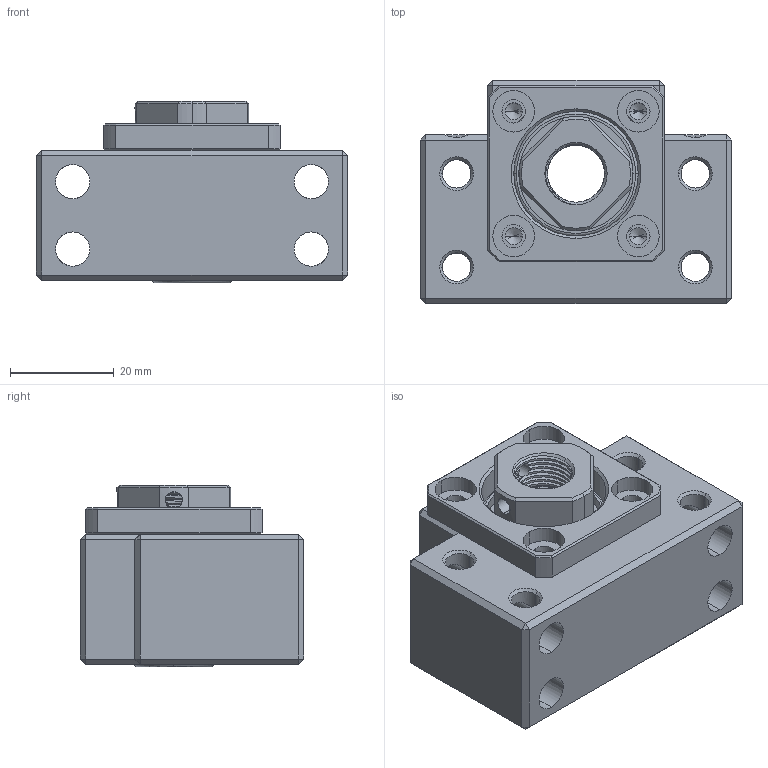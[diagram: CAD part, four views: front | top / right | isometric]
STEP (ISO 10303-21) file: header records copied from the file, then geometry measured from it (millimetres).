
FILE_DESCRIPTION (( 'STEP AP203' ), '1' );
FILE_NAME ('1BK12²Õ¦X.STEP', '2010-07-01T23:55:02', ( '' ), ( '' ), 'SwSTEP 2.0', 'SolidWorks 2008', '' );
FILE_SCHEMA (( 'CONFIG_CONTROL_DESIGN' ));
Length unit declared in the file: millimetre
Products named in the file (1): 1BK12組合
Bounding box: 60 x 43 x 35 mm (x, y, z)
Volume: 48233.5 mm3; surface area: 28622.9 mm2
Topology: 35 solids, 35 shells, 485 faces, 1203 edges, 729 vertices
Faces by surface type: cylinder 151, plane 103, torus 90, cone 76, sphere 48, bspline 17
Entity records: 22698 total; most frequent: CARTESIAN_POINT 11924, DIRECTION 2328, ORIENTED_EDGE 2150, EDGE_CURVE 1075, AXIS2_PLACEMENT_3D 990, VERTEX_POINT 657, EDGE_LOOP 548, CIRCLE 521
